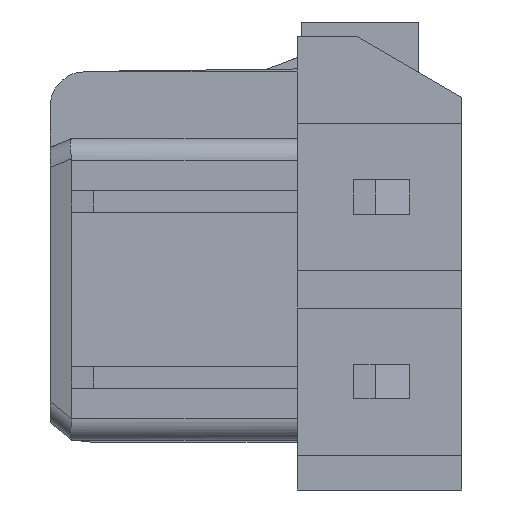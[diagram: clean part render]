
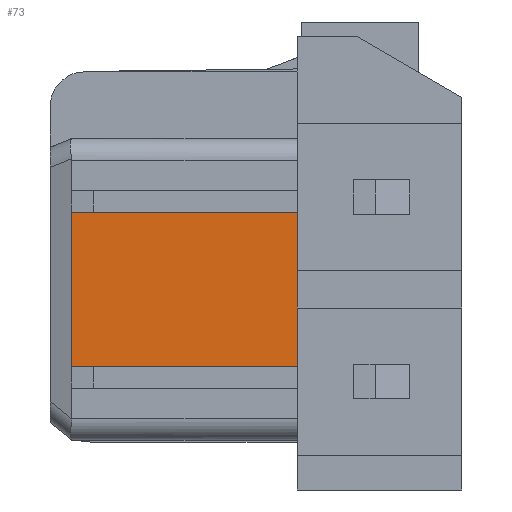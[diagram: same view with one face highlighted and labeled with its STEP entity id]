
A CAD part, left-side view. The second image highlights one B-rep face of the part: STEP entity #73.
In plain terms, the highlighted planar face has unit normal (-1, 0, 0).
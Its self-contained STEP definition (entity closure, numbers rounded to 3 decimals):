
#73=ADVANCED_FACE('',(#824),#825,.T.);
#824=FACE_OUTER_BOUND('',#2337,.T.);
#825=PLANE('',#2338);
#2337=EDGE_LOOP('',(#3975,#3976,#3977,#3978));
#2338=AXIS2_PLACEMENT_3D('',#3979,#3980,#3981);
#3975=ORIENTED_EDGE('',*,*,#10270,.T.);
#3976=ORIENTED_EDGE('',*,*,#10271,.T.);
#3977=ORIENTED_EDGE('',*,*,#10272,.F.);
#3978=ORIENTED_EDGE('',*,*,#10190,.F.);
#3979=CARTESIAN_POINT('',(-13.7,3.8,1.15));
#3980=DIRECTION('',(-1.0,0.0,0.0));
#3981=DIRECTION('',(0.0,0.0,1.0));
#10190=EDGE_CURVE('',#12272,#12274,#12275,.T.);
#10270=EDGE_CURVE('',#12272,#12426,#12427,.T.);
#10271=EDGE_CURVE('',#12426,#12428,#12429,.T.);
#10272=EDGE_CURVE('',#12274,#12428,#12430,.T.);
#12272=VERTEX_POINT('',#15701);
#12274=VERTEX_POINT('',#15704);
#12275=LINE('',#15705,#15706);
#12426=VERTEX_POINT('',#15932);
#12427=LINE('',#15933,#15934);
#12428=VERTEX_POINT('',#15935);
#12429=LINE('',#15936,#15937);
#12430=LINE('',#15938,#15939);
#15701=CARTESIAN_POINT('',(-13.7,3.8,6.41));
#15704=CARTESIAN_POINT('',(-13.7,3.8,2.85));
#15705=CARTESIAN_POINT('',(-13.7,3.8,1.15));
#15706=VECTOR('',#20992,1.0);
#15932=CARTESIAN_POINT('',(-13.7,9.0,6.41));
#15933=CARTESIAN_POINT('',(-13.7,-46.93,6.41));
#15934=VECTOR('',#21080,1.0);
#15935=CARTESIAN_POINT('',(-13.7,9.0,2.85));
#15936=CARTESIAN_POINT('',(-13.7,9.0,1.15));
#15937=VECTOR('',#21081,1.0);
#15938=CARTESIAN_POINT('',(-13.7,-46.93,2.85));
#15939=VECTOR('',#21082,1.0);
#20992=DIRECTION('',(0.0,0.0,-1.0));
#21080=DIRECTION('',(0.0,1.0,0.0));
#21081=DIRECTION('',(0.0,0.0,-1.0));
#21082=DIRECTION('',(0.0,1.0,0.0));
